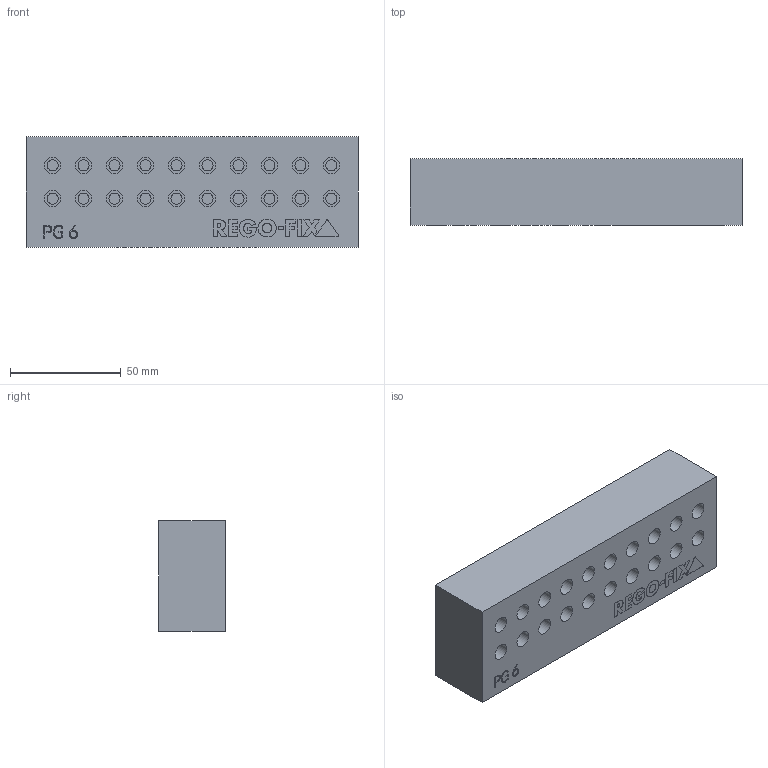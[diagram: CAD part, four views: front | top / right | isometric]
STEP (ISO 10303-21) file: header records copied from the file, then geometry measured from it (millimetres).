
FILE_DESCRIPTION( ( 'Unknown' ), '1' );
FILE_NAME( '769806000-B.stp', 'Unknown', ( 'Unknown' ), ( 'Unknown' ), 'PSStep 15.0.49', 'Unknown', ' ' );
FILE_SCHEMA( ( 'AUTOMOTIVE_DESIGN { 1 0 10303 214 1 1 1 1 }' ) );
Length unit declared in the file: millimetre
Products named in the file (1): 1
Bounding box: 150 x 30 x 50 mm (x, y, z)
Volume: 201681 mm3; surface area: 39748 mm2
Topology: 1 solids, 1 shells, 184 faces, 378 edges, 252 vertices
Faces by surface type: plane 123, cylinder 40, extrusion 21
Full cylindrical faces by diameter (mm): 5 x20, 7.5 x20
Entity records: 7567 total; most frequent: CARTESIAN_POINT 2324, DIRECTION 723, ORIENTED_EDGE 672, EDGE_CURVE 336, EDGE_LOOP 282, VERTEX_POINT 252, AXIS2_PLACEMENT_3D 244, VECTOR 235
